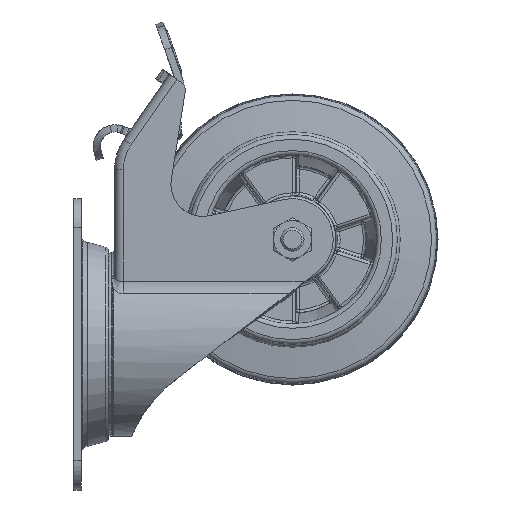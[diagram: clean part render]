
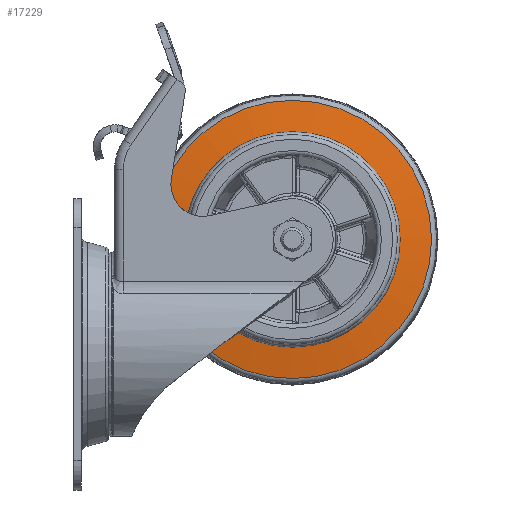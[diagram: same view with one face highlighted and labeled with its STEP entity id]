
A CAD part, left-side view. The second image highlights one B-rep face of the part: STEP entity #17229.
In plain terms, the highlighted conical face has half-angle 81.96 degrees and reference radius 47.759 mm.
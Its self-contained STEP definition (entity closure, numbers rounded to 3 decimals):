
#2848=CONICAL_SURFACE('',#18346,47.759,81.96);
#3869=FACE_BOUND('',#5038,.T.);
#3959=FACE_OUTER_BOUND('',#5037,.T.);
#5037=EDGE_LOOP('',(#11678));
#5038=EDGE_LOOP('',(#11679));
#6154=CIRCLE('',#18284,37.);
#6158=CIRCLE('',#18289,47.759);
#7119=VERTEX_POINT('',#25050);
#7123=VERTEX_POINT('',#25059);
#8881=EDGE_CURVE('',#7119,#7119,#6154,.T.);
#8885=EDGE_CURVE('',#7123,#7123,#6158,.T.);
#11678=ORIENTED_EDGE('',*,*,#8881,.T.);
#11679=ORIENTED_EDGE('',*,*,#8885,.T.);
#17229=ADVANCED_FACE('',(#3959,#3869),#2848,.T.);
#18284=AXIS2_PLACEMENT_3D('',#25051,#20175,#20176);
#18289=AXIS2_PLACEMENT_3D('',#25060,#20185,#20186);
#18346=AXIS2_PLACEMENT_3D('',#25861,#20299,#20300);
#20175=DIRECTION('center_axis',(1.,0.,0.));
#20176=DIRECTION('ref_axis',(0.,-1.,0.));
#20185=DIRECTION('center_axis',(-1.,0.,0.));
#20186=DIRECTION('ref_axis',(0.,-1.,0.));
#20299=DIRECTION('center_axis',(1.,0.,0.));
#20300=DIRECTION('ref_axis',(0.,0.,-1.));
#25050=CARTESIAN_POINT('',(-12.5,-75.,-1.));
#25051=CARTESIAN_POINT('Origin',(-12.5,-75.,36.));
#25059=CARTESIAN_POINT('',(-10.98,-75.,-11.759));
#25060=CARTESIAN_POINT('Origin',(-10.98,-75.,36.));
#25861=CARTESIAN_POINT('Origin',(-10.98,-75.,36.));
